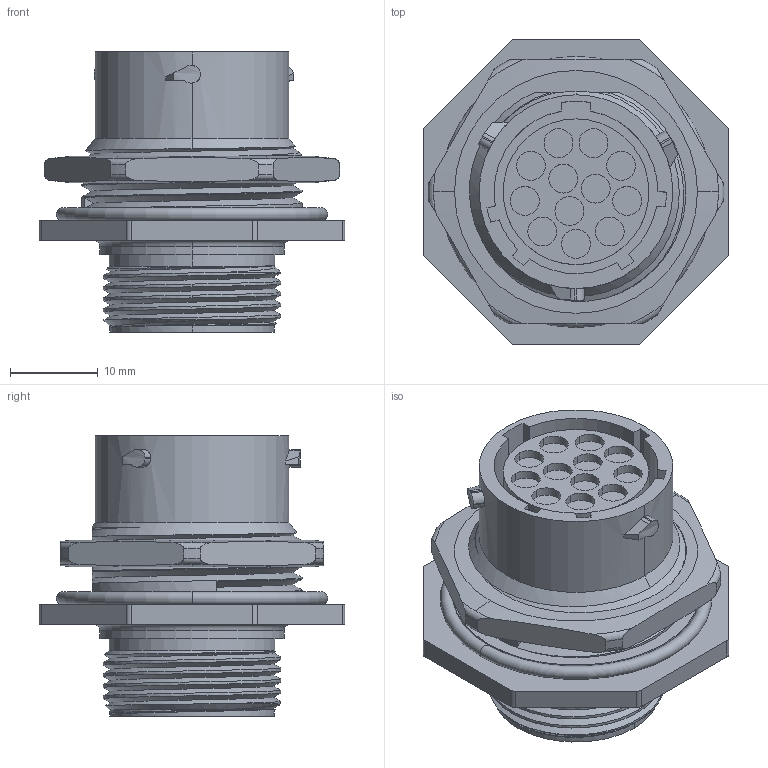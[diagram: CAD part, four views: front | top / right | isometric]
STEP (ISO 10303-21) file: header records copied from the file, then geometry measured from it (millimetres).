
FILE_DESCRIPTION((''),'2;1');
FILE_NAME('UTS71412S_CATALOGUE_PRT','2010-09-24T',('amartin'),(''),'PRO/ENGINEER BY PARAMETRIC TECHNOLOGY CORPORATION, 2007390','PRO/ENGINEER BY PARAMETRIC TECHNOLOGY CORPORATION, 2007390','');
FILE_SCHEMA(('CONFIG_CONTROL_DESIGN'));
Length unit declared in the file: millimetre
Products named in the file (1): UTS71412S_CATALOGUE_PRT
Bounding box: 34.9 x 34.9 x 32 mm (x, y, z)
Volume: 11924.4 mm3; surface area: 7446.5 mm2
Topology: 1 solids, 2 shells, 245 faces, 610 edges, 403 vertices
Faces by surface type: cylinder 116, plane 86, torus 18, bspline 14, cone 11
Entity records: 10303 total; most frequent: CARTESIAN_POINT 4474, ORIENTED_EDGE 1220, DIRECTION 1180, EDGE_CURVE 610, AXIS2_PLACEMENT_3D 474, VERTEX_POINT 403, EDGE_LOOP 281, FACE_OUTER_BOUND 245
